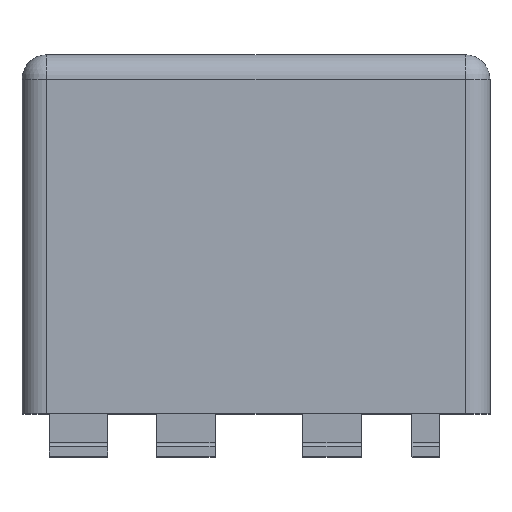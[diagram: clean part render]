
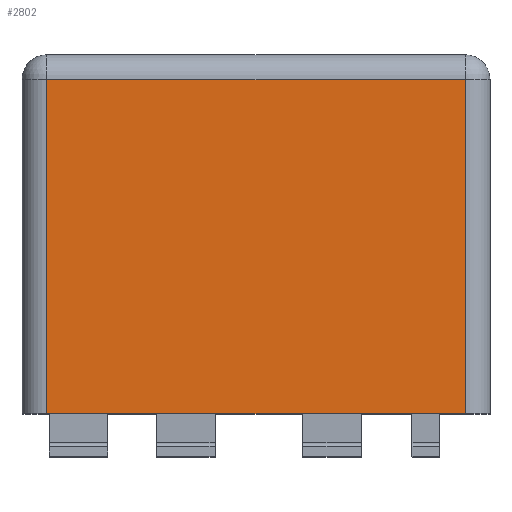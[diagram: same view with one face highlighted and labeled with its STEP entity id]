
A CAD part, top view. The second image highlights one B-rep face of the part: STEP entity #2802.
In plain terms, the highlighted planar face has unit normal (0, 0, 1).
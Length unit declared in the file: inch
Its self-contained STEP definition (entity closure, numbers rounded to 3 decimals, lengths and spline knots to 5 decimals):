
#257 = VERTEX_POINT ( 'NONE', #2614 ) ;
#469 = LINE ( 'NONE', #1373, #3948 ) ;
#498 = VECTOR ( 'NONE', #1483, 39.37008 ) ;
#548 = CARTESIAN_POINT ( 'NONE',  ( -0.23622, 0.3372, 0.17717 ) ) ;
#1118 = VECTOR ( 'NONE', #2618, 39.37008 ) ;
#1180 = EDGE_LOOP ( 'NONE', ( #2083, #3888, #1749, #2392 ) ) ;
#1244 = CARTESIAN_POINT ( 'NONE',  ( -0.23622, 0., 0.17717 ) ) ;
#1275 = CARTESIAN_POINT ( 'NONE',  ( 0.21122, 0., 0.17717 ) ) ;
#1316 = DIRECTION ( 'NONE',  ( -1., 0., 0. ) ) ;
#1333 = VERTEX_POINT ( 'NONE', #3038 ) ;
#1341 = LINE ( 'NONE', #1461, #498 ) ;
#1373 = CARTESIAN_POINT ( 'NONE',  ( -0.21122, 0.3622, 0.17717 ) ) ;
#1424 = CARTESIAN_POINT ( 'NONE',  ( 0.21122, 0.3372, 0.17717 ) ) ;
#1461 = CARTESIAN_POINT ( 'NONE',  ( 0.21122, 0.3622, 0.17717 ) ) ;
#1483 = DIRECTION ( 'NONE',  ( 0., 1., 0. ) ) ;
#1749 = ORIENTED_EDGE ( 'NONE', *, *, #3344, .T. ) ;
#2083 = ORIENTED_EDGE ( 'NONE', *, *, #4307, .T. ) ;
#2278 = AXIS2_PLACEMENT_3D ( 'NONE', #3005, #4358, #1316 ) ;
#2392 = ORIENTED_EDGE ( 'NONE', *, *, #2553, .T. ) ;
#2553 = EDGE_CURVE ( 'NONE', #1333, #257, #469, .T. ) ;
#2614 = CARTESIAN_POINT ( 'NONE',  ( -0.21122, 0., 0.17717 ) ) ;
#2618 = DIRECTION ( 'NONE',  ( -1., 0., 0. ) ) ;
#2681 = DIRECTION ( 'NONE',  ( 0., -1., 0. ) ) ;
#2716 = EDGE_CURVE ( 'NONE', #3761, #3413, #1341, .T. ) ;
#2802 = ADVANCED_FACE ( 'NONE', ( #3082 ), #3378, .F. ) ;
#3005 = CARTESIAN_POINT ( 'NONE',  ( -0.23622, 0.3622, 0.17717 ) ) ;
#3038 = CARTESIAN_POINT ( 'NONE',  ( -0.21122, 0.3372, 0.17717 ) ) ;
#3082 = FACE_OUTER_BOUND ( 'NONE', #1180, .T. ) ;
#3235 = VECTOR ( 'NONE', #3318, 39.37008 ) ;
#3318 = DIRECTION ( 'NONE',  ( 1., 0., 0. ) ) ;
#3344 = EDGE_CURVE ( 'NONE', #3413, #1333, #3598, .T. ) ;
#3378 = PLANE ( 'NONE',  #2278 ) ;
#3413 = VERTEX_POINT ( 'NONE', #1424 ) ;
#3598 = LINE ( 'NONE', #548, #1118 ) ;
#3761 = VERTEX_POINT ( 'NONE', #1275 ) ;
#3861 = LINE ( 'NONE', #1244, #3235 ) ;
#3888 = ORIENTED_EDGE ( 'NONE', *, *, #2716, .T. ) ;
#3948 = VECTOR ( 'NONE', #2681, 39.37008 ) ;
#4307 = EDGE_CURVE ( 'NONE', #257, #3761, #3861, .T. ) ;
#4358 = DIRECTION ( 'NONE',  ( 0., 0., -1. ) ) ;
